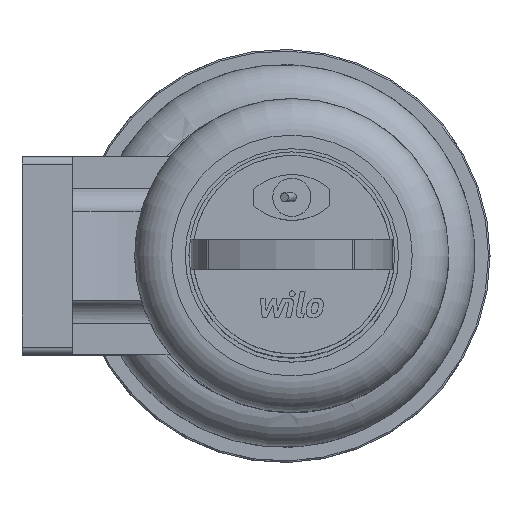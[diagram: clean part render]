
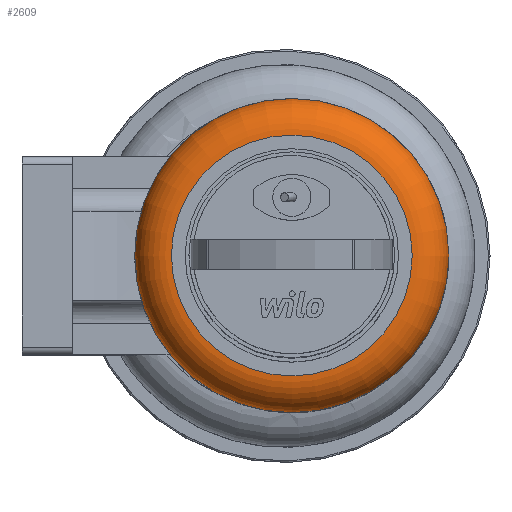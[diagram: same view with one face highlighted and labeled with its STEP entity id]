
A CAD part, top view. The second image highlights one B-rep face of the part: STEP entity #2609.
In plain terms, the highlighted toroidal (fillet/blend) face has major radius 79 mm and minor radius 24 mm.
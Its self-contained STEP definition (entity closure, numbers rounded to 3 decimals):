
#58=TOROIDAL_SURFACE('',#2818,79.,24.);
#68=FACE_BOUND('',#375,.T.);
#213=FACE_OUTER_BOUND('',#374,.T.);
#374=EDGE_LOOP('',(#1984));
#375=EDGE_LOOP('',(#1985));
#976=CIRCLE('',#2779,103.);
#994=CIRCLE('',#2817,79.);
#1189=VERTEX_POINT('',#3972);
#1210=VERTEX_POINT('',#4640);
#1467=EDGE_CURVE('',#1189,#1189,#976,.T.);
#1506=EDGE_CURVE('',#1210,#1210,#994,.T.);
#1984=ORIENTED_EDGE('',*,*,#1467,.F.);
#1985=ORIENTED_EDGE('',*,*,#1506,.T.);
#2609=ADVANCED_FACE('',(#213,#68),#58,.T.);
#2779=AXIS2_PLACEMENT_3D('',#3973,#3103,#3104);
#2817=AXIS2_PLACEMENT_3D('',#4641,#3188,#3189);
#2818=AXIS2_PLACEMENT_3D('',#4642,#3190,#3191);
#3103=DIRECTION('center_axis',(0.,0.,
-1.));
#3104=DIRECTION('ref_axis',(1.,0.,0.));
#3188=DIRECTION('center_axis',(0.,0.,
-1.));
#3189=DIRECTION('ref_axis',(1.,0.,0.));
#3190=DIRECTION('center_axis',(0.,0.,
-1.));
#3191=DIRECTION('ref_axis',(1.,0.,0.));
#3972=CARTESIAN_POINT('',(280.,0.,98.));
#3973=CARTESIAN_POINT('Origin',(177.,0.,98.));
#4640=CARTESIAN_POINT('',(256.,0.,122.));
#4641=CARTESIAN_POINT('Origin',(177.,0.,122.));
#4642=CARTESIAN_POINT('Origin',(177.,0.,98.));
